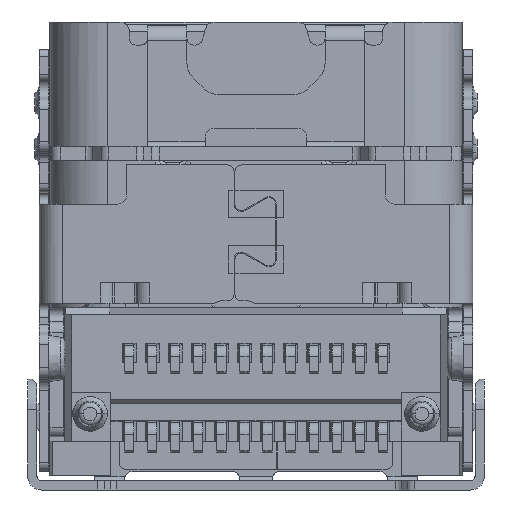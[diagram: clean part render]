
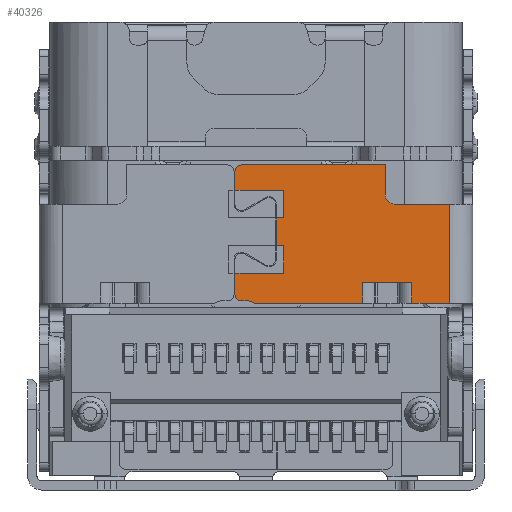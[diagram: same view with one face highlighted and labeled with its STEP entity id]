
A CAD part, front view. The second image highlights one B-rep face of the part: STEP entity #40326.
In plain terms, the highlighted planar face has unit normal (0, -1, 0).
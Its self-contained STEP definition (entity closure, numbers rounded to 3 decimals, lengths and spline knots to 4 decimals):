
#4379=CARTESIAN_POINT('',(4.2,-2.24,2.13));
#4526=CARTESIAN_POINT('',(-0.0033,-2.24,2.28));
#4527=DIRECTION('',(0.,1.,0.));
#4528=DIRECTION('',(0.,0.,-1.));
#4529=AXIS2_PLACEMENT_3D('',#4526,#4527,#4528);
#4531=CARTESIAN_POINT('',(-0.1691,-2.24,2.03));
#4532=DIRECTION('',(0.,-1.,0.));
#4533=DIRECTION('',(0.553,0.,0.833));
#4534=AXIS2_PLACEMENT_3D('',#4531,#4532,#4533);
#4536=CARTESIAN_POINT('',(-0.307,-2.24,2.33));
#4537=DIRECTION('',(0.,1.,0.));
#4538=DIRECTION('',(0.,0.,-1.));
#4539=AXIS2_PLACEMENT_3D('',#4536,#4537,#4538);
#4541=CARTESIAN_POINT('',(-0.307,-2.24,4.98));
#4542=DIRECTION('',(0.,1.,0.));
#4543=DIRECTION('',(-1.,0.,0.));
#4544=AXIS2_PLACEMENT_3D('',#4541,#4542,#4543);
#4546=CARTESIAN_POINT('',(3.,-2.24,4.48));
#4547=DIRECTION('',(0.,-1.,0.));
#4548=DIRECTION('',(-1.,0.,0.));
#4549=AXIS2_PLACEMENT_3D('',#4546,#4547,#4548);
#4551=DIRECTION('',(1.,0.,0.));
#4552=VECTOR('',#4551,1.2);
#4553=CARTESIAN_POINT('',(3.,-2.24,4.28));
#4554=LINE('',#4553,#4552);
#4555=DIRECTION('',(-1.,0.,0.));
#4556=VECTOR('',#4555,0.82);
#4557=CARTESIAN_POINT('',(4.2,-2.24,2.13));
#4558=LINE('',#4557,#4556);
#4559=DIRECTION('',(-1.,0.,0.));
#4560=VECTOR('',#4559,2.3233);
#4561=CARTESIAN_POINT('',(2.32,-2.24,2.13));
#4562=LINE('',#4561,#4560);
#4567=DIRECTION('',(1.,0.,0.));
#4568=VECTOR('',#4567,0.1379);
#4569=CARTESIAN_POINT('',(-0.307,-2.24,2.18));
#4570=LINE('',#4569,#4568);
#4591=DIRECTION('',(0.,0.,-1.));
#4592=VECTOR('',#4591,0.45);
#4593=CARTESIAN_POINT('',(-0.457,-2.24,2.78));
#4594=LINE('',#4593,#4592);
#4637=DIRECTION('',(0.,0.,-1.));
#4638=VECTOR('',#4637,0.6);
#4639=CARTESIAN_POINT('',(0.443,-2.24,3.98));
#4640=LINE('',#4639,#4638);
#4671=DIRECTION('',(0.,0.,-1.));
#4672=VECTOR('',#4671,0.4);
#4673=CARTESIAN_POINT('',(-0.457,-2.24,4.98));
#4674=LINE('',#4673,#4672);
#4714=DIRECTION('',(0.,0.,1.));
#4715=VECTOR('',#4714,0.65);
#4716=CARTESIAN_POINT('',(2.8,-2.24,4.48));
#4717=LINE('',#4716,#4715);
#4730=DIRECTION('',(-1.,0.,0.));
#4731=VECTOR('',#4730,3.107);
#4732=CARTESIAN_POINT('',(2.8,-2.24,5.13));
#4733=LINE('',#4732,#4731);
#4734=DIRECTION('',(1.,0.,0.));
#4735=VECTOR('',#4734,1.057);
#4736=CARTESIAN_POINT('',(-0.457,-2.24,4.58));
#4737=LINE('',#4736,#4735);
#4746=DIRECTION('',(0.,0.,-1.));
#4747=VECTOR('',#4746,0.6);
#4748=CARTESIAN_POINT('',(0.6,-2.24,4.58));
#4749=LINE('',#4748,#4747);
#4758=DIRECTION('',(-1.,0.,0.));
#4759=VECTOR('',#4758,0.157);
#4760=CARTESIAN_POINT('',(0.6,-2.24,3.98));
#4761=LINE('',#4760,#4759);
#4774=DIRECTION('',(1.,0.,0.));
#4775=VECTOR('',#4774,0.157);
#4776=CARTESIAN_POINT('',(0.443,-2.24,3.38));
#4777=LINE('',#4776,#4775);
#4786=DIRECTION('',(0.,0.,-1.));
#4787=VECTOR('',#4786,0.6);
#4788=CARTESIAN_POINT('',(0.6,-2.24,3.38));
#4789=LINE('',#4788,#4787);
#4798=DIRECTION('',(-1.,0.,0.));
#4799=VECTOR('',#4798,1.057);
#4800=CARTESIAN_POINT('',(0.6,-2.24,2.78));
#4801=LINE('',#4800,#4799);
#4818=DIRECTION('',(0.,0.,1.));
#4819=VECTOR('',#4818,2.15);
#4820=CARTESIAN_POINT('',(4.2,-2.24,2.13));
#4821=LINE('',#4820,#4819);
#23032=DIRECTION('',(0.,0.,-1.));
#23033=VECTOR('',#23032,0.45);
#23034=CARTESIAN_POINT('',(3.38,-2.24,2.58));
#23035=LINE('',#23034,#23033);
#23060=DIRECTION('',(0.,0.,1.));
#23061=VECTOR('',#23060,0.45);
#23062=CARTESIAN_POINT('',(2.32,-2.24,2.13));
#23063=LINE('',#23062,#23061);
#23073=DIRECTION('',(1.,0.,0.));
#23074=VECTOR('',#23073,1.06);
#23075=CARTESIAN_POINT('',(2.32,-2.24,2.58));
#23076=LINE('',#23075,#23074);
#28355=CARTESIAN_POINT('',(2.32,-2.24,2.13));
#28357=VERTEX_POINT('',#28355);
#28369=CARTESIAN_POINT('',(3.38,-2.24,2.13));
#28370=VERTEX_POINT('',#28369);
#28371=VERTEX_POINT('',#4379);
#28390=CARTESIAN_POINT('',(-0.0033,-2.24,2.13));
#28392=VERTEX_POINT('',#28390);
#28436=CARTESIAN_POINT('',(4.2,-2.24,4.28));
#28437=VERTEX_POINT('',#28436);
#28438=CARTESIAN_POINT('',(3.,-2.24,4.28));
#28439=VERTEX_POINT('',#28438);
#28440=CARTESIAN_POINT('',(2.8,-2.24,4.48));
#28441=VERTEX_POINT('',#28440);
#28442=CARTESIAN_POINT('',(-0.0862,-2.24,2.155));
#28443=VERTEX_POINT('',#28442);
#28444=CARTESIAN_POINT('',(-0.1691,-2.24,2.18));
#28445=VERTEX_POINT('',#28444);
#28446=CARTESIAN_POINT('',(-0.307,-2.24,2.18));
#28447=VERTEX_POINT('',#28446);
#28448=CARTESIAN_POINT('',(-0.457,-2.24,2.33));
#28449=VERTEX_POINT('',#28448);
#28450=CARTESIAN_POINT('',(-0.457,-2.24,2.78));
#28451=VERTEX_POINT('',#28450);
#28452=CARTESIAN_POINT('',(0.6,-2.24,2.78));
#28453=VERTEX_POINT('',#28452);
#28454=CARTESIAN_POINT('',(0.6,-2.24,3.38));
#28455=VERTEX_POINT('',#28454);
#28456=CARTESIAN_POINT('',(0.443,-2.24,3.38));
#28457=VERTEX_POINT('',#28456);
#28458=CARTESIAN_POINT('',(0.443,-2.24,3.98));
#28459=VERTEX_POINT('',#28458);
#28460=CARTESIAN_POINT('',(0.6,-2.24,3.98));
#28461=VERTEX_POINT('',#28460);
#28462=CARTESIAN_POINT('',(0.6,-2.24,4.58));
#28463=VERTEX_POINT('',#28462);
#28464=CARTESIAN_POINT('',(-0.457,-2.24,4.58));
#28465=VERTEX_POINT('',#28464);
#28466=CARTESIAN_POINT('',(-0.457,-2.24,4.98));
#28467=CARTESIAN_POINT('',(-0.307,-2.24,5.13));
#28468=VERTEX_POINT('',#28466);
#28469=VERTEX_POINT('',#28467);
#28470=CARTESIAN_POINT('',(2.8,-2.24,5.13));
#28471=VERTEX_POINT('',#28470);
#28472=CARTESIAN_POINT('',(2.32,-2.24,2.58));
#28473=CARTESIAN_POINT('',(3.38,-2.24,2.58));
#28474=VERTEX_POINT('',#28472);
#28475=VERTEX_POINT('',#28473);
#40276=CARTESIAN_POINT('',(1.8715,-2.24,3.63));
#40277=DIRECTION('',(0.,1.,0.));
#40278=DIRECTION('',(1.,0.,0.));
#40279=AXIS2_PLACEMENT_3D('',#40276,#40277,#40278);
#40280=PLANE('',#40279);
#40281=ORIENTED_EDGE('',*,*,#40135,.T.);
#40283=ORIENTED_EDGE('',*,*,#40282,.T.);
#40285=ORIENTED_EDGE('',*,*,#40284,.F.);
#40287=ORIENTED_EDGE('',*,*,#40286,.T.);
#40289=ORIENTED_EDGE('',*,*,#40288,.F.);
#40291=ORIENTED_EDGE('',*,*,#40290,.F.);
#40293=ORIENTED_EDGE('',*,*,#40292,.F.);
#40295=ORIENTED_EDGE('',*,*,#40294,.F.);
#40297=ORIENTED_EDGE('',*,*,#40296,.F.);
#40299=ORIENTED_EDGE('',*,*,#40298,.F.);
#40301=ORIENTED_EDGE('',*,*,#40300,.F.);
#40303=ORIENTED_EDGE('',*,*,#40302,.F.);
#40305=ORIENTED_EDGE('',*,*,#40304,.F.);
#40307=ORIENTED_EDGE('',*,*,#40306,.T.);
#40309=ORIENTED_EDGE('',*,*,#40308,.F.);
#40311=ORIENTED_EDGE('',*,*,#40310,.F.);
#40312=ORIENTED_EDGE('',*,*,#40261,.T.);
#40313=ORIENTED_EDGE('',*,*,#40243,.T.);
#40315=ORIENTED_EDGE('',*,*,#40314,.F.);
#40316=ORIENTED_EDGE('',*,*,#40097,.T.);
#40318=ORIENTED_EDGE('',*,*,#40317,.F.);
#40320=ORIENTED_EDGE('',*,*,#40319,.F.);
#40322=ORIENTED_EDGE('',*,*,#40321,.F.);
#40323=ORIENTED_EDGE('',*,*,#40081,.T.);
#40324=EDGE_LOOP('',(#40281,#40283,#40285,#40287,#40289,#40291,#40293,#40295,
#40297,#40299,#40301,#40303,#40305,#40307,#40309,#40311,#40312,#40313,#40315,
#40316,#40318,#40320,#40322,#40323));
#40325=FACE_OUTER_BOUND('',#40324,.F.);
#40326=ADVANCED_FACE('',(#40325),#40280,.F.);
#4530=CIRCLE('',#4529,0.15);
#4535=CIRCLE('',#4534,0.15);
#4540=CIRCLE('',#4539,0.15);
#4545=CIRCLE('',#4544,0.15);
#4550=CIRCLE('',#4549,0.2);
#40081=EDGE_CURVE('',#28357,#28392,#4562,.T.);
#40097=EDGE_CURVE('',#28371,#28370,#4558,.T.);
#40135=EDGE_CURVE('',#28392,#28443,#4530,.T.);
#40243=EDGE_CURVE('',#28439,#28437,#4554,.T.);
#40261=EDGE_CURVE('',#28441,#28439,#4550,.T.);
#40282=EDGE_CURVE('',#28443,#28445,#4535,.T.);
#40284=EDGE_CURVE('',#28447,#28445,#4570,.T.);
#40286=EDGE_CURVE('',#28447,#28449,#4540,.T.);
#40288=EDGE_CURVE('',#28451,#28449,#4594,.T.);
#40290=EDGE_CURVE('',#28453,#28451,#4801,.T.);
#40292=EDGE_CURVE('',#28455,#28453,#4789,.T.);
#40294=EDGE_CURVE('',#28457,#28455,#4777,.T.);
#40296=EDGE_CURVE('',#28459,#28457,#4640,.T.);
#40298=EDGE_CURVE('',#28461,#28459,#4761,.T.);
#40300=EDGE_CURVE('',#28463,#28461,#4749,.T.);
#40302=EDGE_CURVE('',#28465,#28463,#4737,.T.);
#40304=EDGE_CURVE('',#28468,#28465,#4674,.T.);
#40306=EDGE_CURVE('',#28468,#28469,#4545,.T.);
#40308=EDGE_CURVE('',#28471,#28469,#4733,.T.);
#40310=EDGE_CURVE('',#28441,#28471,#4717,.T.);
#40314=EDGE_CURVE('',#28371,#28437,#4821,.T.);
#40317=EDGE_CURVE('',#28475,#28370,#23035,.T.);
#40319=EDGE_CURVE('',#28474,#28475,#23076,.T.);
#40321=EDGE_CURVE('',#28357,#28474,#23063,.T.);
